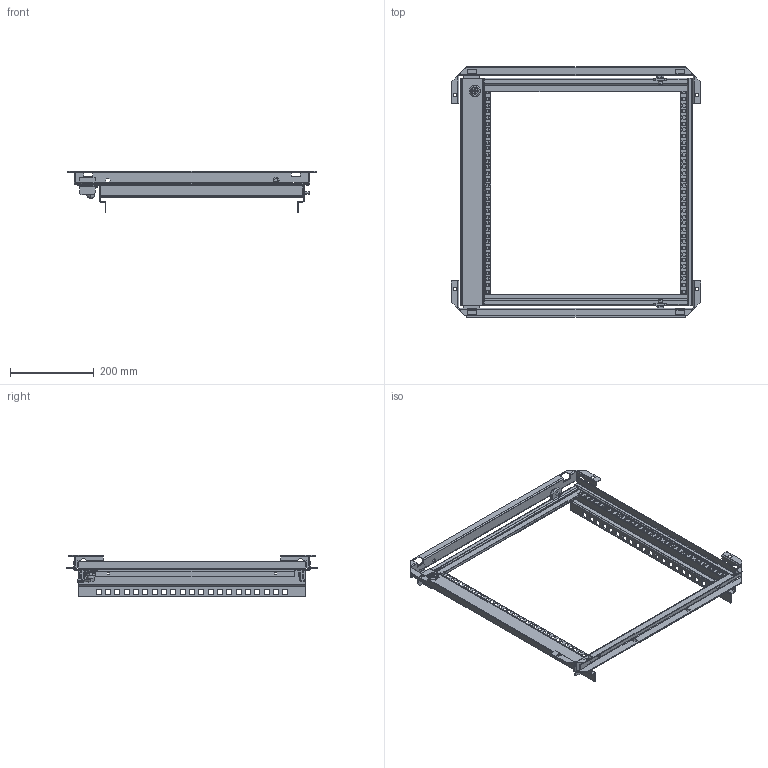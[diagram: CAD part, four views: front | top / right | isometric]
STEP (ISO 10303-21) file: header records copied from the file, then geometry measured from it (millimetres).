
FILE_DESCRIPTION((''),'2;1');
FILE_NAME('NSYVDM11UP','2016-08-24T',('sesa52832'),('Schneider-Electric'),'PRO/ENGINEER BY PARAMETRIC TECHNOLOGY CORPORATION, 2015440','PRO/ENGINEER BY PARAMETRIC TECHNOLOGY CORPORATION, 2015440','');
FILE_SCHEMA(('CONFIG_CONTROL_DESIGN'));
Length unit declared in the file: millimetre
Products named in the file (1): NSYVDM11UP
Bounding box: 594.5 x 597 x 98 mm (x, y, z)
Volume: 157468.9 mm3
Topology: 7 solids, 11 shells, 1316 faces, 3676 edges, 2346 vertices
Faces by surface type: plane 914, cylinder 260, cone 98, torus 36, bspline 6, sphere 2
Full cylindrical faces by diameter (mm): 6 x1
Entity records: 43051 total; most frequent: CARTESIAN_POINT 8473, ORIENTED_EDGE 7354, DIRECTION 6849, EDGE_CURVE 3677, VECTOR 2707, LINE 2707, VERTEX_POINT 2347, AXIS2_PLACEMENT_3D 2071
